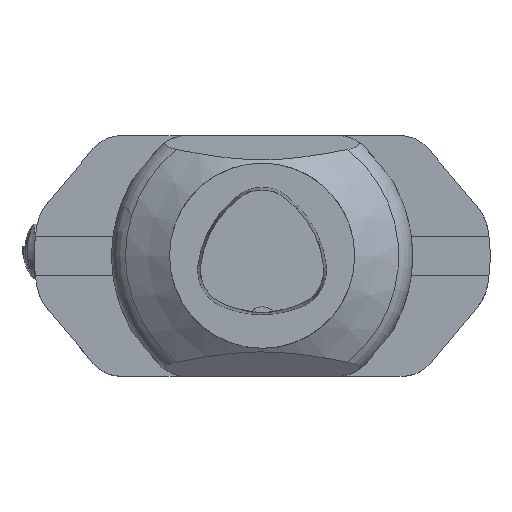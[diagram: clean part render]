
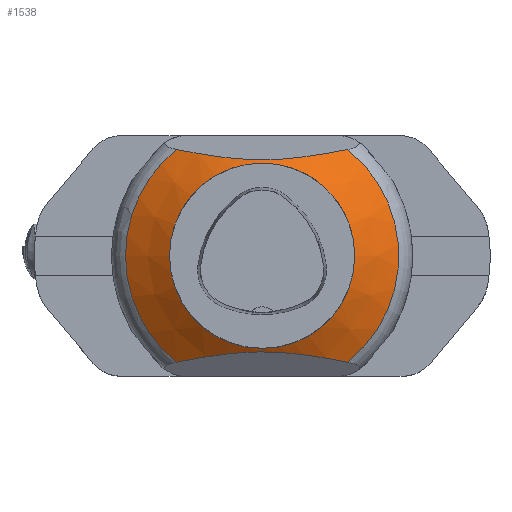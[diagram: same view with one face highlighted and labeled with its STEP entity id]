
A CAD part, top view. The second image highlights one B-rep face of the part: STEP entity #1538.
In plain terms, the highlighted conical face has half-angle 55 degrees and reference radius 39.992 mm.
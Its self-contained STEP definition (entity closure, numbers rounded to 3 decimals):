
#452=CONICAL_SURFACE('',#10516,39.993,55.);
#535=FACE_BOUND('',#2915,.T.);
#536=FACE_BOUND('',#2916,.T.);
#879=CIRCLE('',#10513,40.);
#880=CIRCLE('',#10514,59.03);
#881=CIRCLE('',#10515,59.03);
#1214=B_SPLINE_CURVE_WITH_KNOTS('',3,(#14389,#14390,#14391,#14392,#14393,
#14394,#14395,#14396,#14397,#14398),.UNSPECIFIED.,.F.,.F.,(4,2,2,2,4),(0.,
0.25,0.5,0.75,1.),.UNSPECIFIED.);
#1218=B_SPLINE_CURVE_WITH_KNOTS('',3,(#14421,#14422,#14423,#14424,#14425,
#14426,#14427,#14428,#14429,#14430),.UNSPECIFIED.,.F.,.F.,(4,2,2,2,4),(0.,
0.25,0.5,0.75,1.),.UNSPECIFIED.);
#1538=ADVANCED_FACE('',(#535,#536),#452,.T.);
#2915=EDGE_LOOP('',(#3634));
#2916=EDGE_LOOP('',(#3635,#3636,#3637,#3638));
#3634=ORIENTED_EDGE('',*,*,#7446,.T.);
#3635=ORIENTED_EDGE('',*,*,#7441,.F.);
#3636=ORIENTED_EDGE('',*,*,#7447,.T.);
#3637=ORIENTED_EDGE('',*,*,#7445,.F.);
#3638=ORIENTED_EDGE('',*,*,#7448,.T.);
#6448=VERTEX_POINT('',#14388);
#6449=VERTEX_POINT('',#14399);
#6450=VERTEX_POINT('',#14413);
#6451=VERTEX_POINT('',#14420);
#6452=VERTEX_POINT('',#14433);
#7441=EDGE_CURVE('',#6448,#6449,#1214,.T.);
#7445=EDGE_CURVE('',#6451,#6450,#1218,.T.);
#7446=EDGE_CURVE('',#6452,#6452,#879,.T.);
#7447=EDGE_CURVE('',#6448,#6450,#880,.T.);
#7448=EDGE_CURVE('',#6451,#6449,#881,.T.);
#10513=AXIS2_PLACEMENT_3D('',#14432,#11595,#11596);
#10514=AXIS2_PLACEMENT_3D('',#14434,#11597,#11598);
#10515=AXIS2_PLACEMENT_3D('',#14435,#11599,#11600);
#10516=AXIS2_PLACEMENT_3D('',#14436,#11601,#11602);
#11595=DIRECTION('',(0.,0.,-1.));
#11596=DIRECTION('',(-1.,0.,0.));
#11597=DIRECTION('',(0.,0.,1.));
#11598=DIRECTION('',(-1.,0.,0.));
#11599=DIRECTION('',(0.,0.,1.));
#11600=DIRECTION('',(-1.,0.,0.));
#11601=DIRECTION('',(0.,0.,-1.));
#11602=DIRECTION('',(-1.,0.,0.));
#14388=CARTESIAN_POINT('',(37.032,-45.969,-43.43));
#14389=CARTESIAN_POINT('',(37.032,-45.969,-43.43));
#14390=CARTESIAN_POINT('',(31.325,-44.831,-40.302));
#14391=CARTESIAN_POINT('',(25.507,-43.765,-37.373));
#14392=CARTESIAN_POINT('',(13.182,-42.083,-32.754));
#14393=CARTESIAN_POINT('',(6.719,-41.504,-31.163));
#14394=CARTESIAN_POINT('',(-6.642,-41.5,-31.151));
#14395=CARTESIAN_POINT('',(-13.117,-42.076,-32.734));
#14396=CARTESIAN_POINT('',(-25.483,-43.76,-37.361));
#14397=CARTESIAN_POINT('',(-31.314,-44.828,-40.296));
#14398=CARTESIAN_POINT('',(-37.032,-45.969,-43.43));
#14399=CARTESIAN_POINT('',(-37.032,-45.969,-43.43));
#14413=CARTESIAN_POINT('',(37.032,45.969,-43.43));
#14420=CARTESIAN_POINT('',(-37.032,45.969,-43.43));
#14421=CARTESIAN_POINT('',(-37.032,45.969,-43.43));
#14422=CARTESIAN_POINT('',(-31.325,44.831,-40.302));
#14423=CARTESIAN_POINT('',(-25.507,43.765,-37.373));
#14424=CARTESIAN_POINT('',(-13.182,42.083,-32.754));
#14425=CARTESIAN_POINT('',(-6.719,41.504,-31.163));
#14426=CARTESIAN_POINT('',(6.642,41.5,-31.151));
#14427=CARTESIAN_POINT('',(13.117,42.076,-32.734));
#14428=CARTESIAN_POINT('',(25.483,43.76,-37.361));
#14429=CARTESIAN_POINT('',(31.314,44.828,-40.296));
#14430=CARTESIAN_POINT('',(37.032,45.969,-43.43));
#14432=CARTESIAN_POINT('',(0.,0.,-30.105));
#14433=CARTESIAN_POINT('',(-40.,0.,-30.105));
#14434=CARTESIAN_POINT('',(0.,0.,-43.43));
#14435=CARTESIAN_POINT('',(0.,0.,-43.43));
#14436=CARTESIAN_POINT('',(0.,0.,-30.1));
